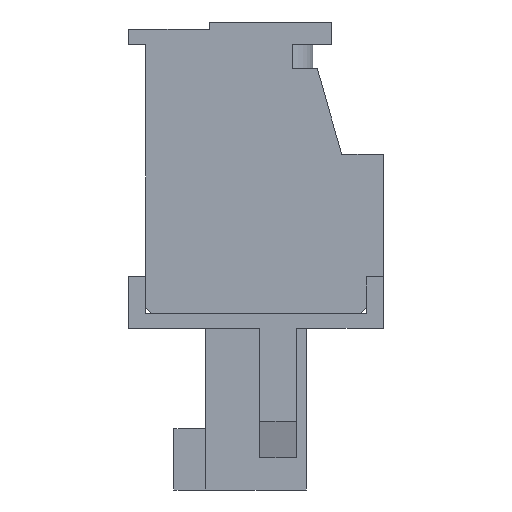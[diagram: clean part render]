
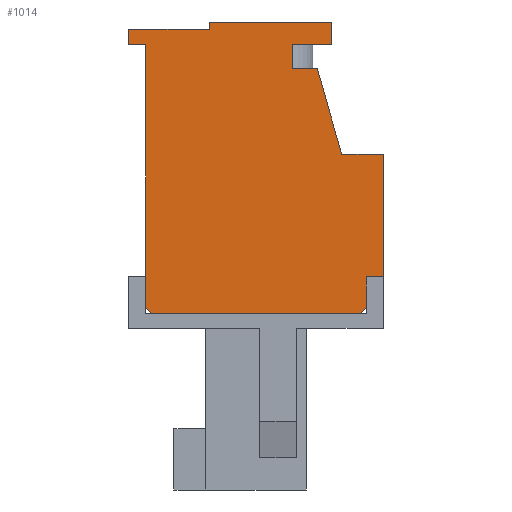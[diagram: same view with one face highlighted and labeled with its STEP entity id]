
A CAD part, left-side view. The second image highlights one B-rep face of the part: STEP entity #1014.
In plain terms, the highlighted planar face has unit normal (-1, 0, 0).
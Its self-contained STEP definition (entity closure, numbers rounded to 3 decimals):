
#1014 = ADVANCED_FACE( '', ( #2023 ), #2024, .T. );
#2023 = FACE_OUTER_BOUND( '', #3043, .T. );
#2024 = PLANE( '', #3044 );
#3043 = EDGE_LOOP( '', ( #5675, #5676, #5677, #5678, #5679, #5680, #5681, #5682, #5683, #5684, #5685, #5686, #5687, #5688, #5689, #5690, #5691, #5692 ) );
#3044 = AXIS2_PLACEMENT_3D( '', #5693, #5694, #5695 );
#5675 = ORIENTED_EDGE( '', *, *, #6636, .T. );
#5676 = ORIENTED_EDGE( '', *, *, #7345, .T. );
#5677 = ORIENTED_EDGE( '', *, *, #7307, .F. );
#5678 = ORIENTED_EDGE( '', *, *, #6937, .T. );
#5679 = ORIENTED_EDGE( '', *, *, #7119, .T. );
#5680 = ORIENTED_EDGE( '', *, *, #7346, .T. );
#5681 = ORIENTED_EDGE( '', *, *, #7347, .T. );
#5682 = ORIENTED_EDGE( '', *, *, #7348, .T. );
#5683 = ORIENTED_EDGE( '', *, *, #6333, .T. );
#5684 = ORIENTED_EDGE( '', *, *, #7068, .T. );
#5685 = ORIENTED_EDGE( '', *, *, #7349, .T. );
#5686 = ORIENTED_EDGE( '', *, *, #7131, .T. );
#5687 = ORIENTED_EDGE( '', *, *, #6300, .T. );
#5688 = ORIENTED_EDGE( '', *, *, #7011, .T. );
#5689 = ORIENTED_EDGE( '', *, *, #6682, .T. );
#5690 = ORIENTED_EDGE( '', *, *, #6295, .T. );
#5691 = ORIENTED_EDGE( '', *, *, #7350, .T. );
#5692 = ORIENTED_EDGE( '', *, *, #7298, .T. );
#5693 = CARTESIAN_POINT( '', ( -3.5, 0., 0. ) );
#5694 = DIRECTION( '', ( -1., 0., 0. ) );
#5695 = DIRECTION( '', ( 0., 0., 1. ) );
#6295 = EDGE_CURVE( '', #7534, #7535, #7536, .T. );
#6300 = EDGE_CURVE( '', #7543, #7544, #7545, .T. );
#6333 = EDGE_CURVE( '', #7604, #7605, #7606, .T. );
#6636 = EDGE_CURVE( '', #8124, #8122, #8125, .T. );
#6682 = EDGE_CURVE( '', #8195, #7534, #8196, .T. );
#6937 = EDGE_CURVE( '', #8582, #8583, #8584, .T. );
#7011 = EDGE_CURVE( '', #7544, #8195, #8686, .T. );
#7068 = EDGE_CURVE( '', #7605, #8758, #8760, .T. );
#7119 = EDGE_CURVE( '', #8583, #8826, #8827, .T. );
#7131 = EDGE_CURVE( '', #8837, #7543, #8845, .T. );
#7298 = EDGE_CURVE( '', #9036, #8124, #9037, .T. );
#7307 = EDGE_CURVE( '', #8582, #9048, #9049, .T. );
#7345 = EDGE_CURVE( '', #8122, #9048, #9091, .T. );
#7346 = EDGE_CURVE( '', #8826, #9092, #9093, .T. );
#7347 = EDGE_CURVE( '', #9092, #9094, #9095, .T. );
#7348 = EDGE_CURVE( '', #9094, #7604, #9096, .T. );
#7349 = EDGE_CURVE( '', #8758, #8837, #9097, .T. );
#7350 = EDGE_CURVE( '', #7535, #9036, #9098, .T. );
#7534 = VERTEX_POINT( '', #9327 );
#7535 = VERTEX_POINT( '', #9328 );
#7536 = LINE( '', #9329, #9330 );
#7543 = VERTEX_POINT( '', #9340 );
#7544 = VERTEX_POINT( '', #9341 );
#7545 = LINE( '', #9342, #9343 );
#7604 = VERTEX_POINT( '', #9435 );
#7605 = VERTEX_POINT( '', #9436 );
#7606 = LINE( '', #9437, #9438 );
#8122 = VERTEX_POINT( '', #10184 );
#8124 = VERTEX_POINT( '', #10187 );
#8125 = LINE( '', #10188, #10189 );
#8195 = VERTEX_POINT( '', #10288 );
#8196 = LINE( '', #10289, #10290 );
#8582 = VERTEX_POINT( '', #10854 );
#8583 = VERTEX_POINT( '', #10855 );
#8584 = LINE( '', #10856, #10857 );
#8686 = LINE( '', #11012, #11013 );
#8758 = VERTEX_POINT( '', #11116 );
#8760 = LINE( '', #11119, #11120 );
#8826 = VERTEX_POINT( '', #11217 );
#8827 = LINE( '', #11218, #11219 );
#8837 = VERTEX_POINT( '', #11234 );
#8845 = LINE( '', #11245, #11246 );
#9036 = VERTEX_POINT( '', #11540 );
#9037 = LINE( '', #11541, #11542 );
#9048 = VERTEX_POINT( '', #11559 );
#9049 = LINE( '', #11560, #11561 );
#9091 = LINE( '', #11618, #11619 );
#9092 = VERTEX_POINT( '', #11620 );
#9093 = LINE( '', #11621, #11622 );
#9094 = VERTEX_POINT( '', #11623 );
#9095 = LINE( '', #11624, #11625 );
#9096 = LINE( '', #11626, #11627 );
#9097 = LINE( '', #11628, #11629 );
#9098 = LINE( '', #11630, #11631 );
#9327 = CARTESIAN_POINT( '', ( -3.5, 1.9, 6.36 ) );
#9328 = CARTESIAN_POINT( '', ( -3.5, 5.2, 6.36 ) );
#9329 = CARTESIAN_POINT( '', ( -3.5, 1.9, 6.36 ) );
#9330 = VECTOR( '', #11793, 1000. );
#9340 = CARTESIAN_POINT( '', ( -3.5, -3.1, 5.76 ) );
#9341 = CARTESIAN_POINT( '', ( -3.5, -3.1, 6.66 ) );
#9342 = CARTESIAN_POINT( '', ( -3.5, -3.1, 5.76 ) );
#9343 = VECTOR( '', #11797, 1000. );
#9435 = CARTESIAN_POINT( '', ( -3.5, -3.5, 1.26 ) );
#9436 = CARTESIAN_POINT( '', ( -3.5, -2.5, 4.76 ) );
#9437 = CARTESIAN_POINT( '', ( -3.5, -3.5, 1.26 ) );
#9438 = VECTOR( '', #11827, 1000. );
#10184 = CARTESIAN_POINT( '', ( -3.5, 4.5, -4.99 ) );
#10187 = CARTESIAN_POINT( '', ( -3.5, 4.5, 5.74 ) );
#10188 = CARTESIAN_POINT( '', ( -3.5, 4.5, 5.74 ) );
#10189 = VECTOR( '', #12129, 1000. );
#10288 = CARTESIAN_POINT( '', ( -3.5, 1.9, 6.66 ) );
#10289 = CARTESIAN_POINT( '', ( -3.5, 1.9, 6.66 ) );
#10290 = VECTOR( '', #12174, 1000. );
#10854 = CARTESIAN_POINT( '', ( -3.5, -4.25, -5.24 ) );
#10855 = CARTESIAN_POINT( '', ( -3.5, -4.5, -4.99 ) );
#10856 = CARTESIAN_POINT( '', ( -3.5, -4.745, -4.745 ) );
#10857 = VECTOR( '', #12425, 1000. );
#11012 = CARTESIAN_POINT( '', ( -3.5, -3.1, 6.66 ) );
#11013 = VECTOR( '', #12496, 1000. );
#11116 = CARTESIAN_POINT( '', ( -3.5, -1.5, 4.76 ) );
#11119 = CARTESIAN_POINT( '', ( -3.5, -1.5, 4.76 ) );
#11120 = VECTOR( '', #12549, 1000. );
#11217 = CARTESIAN_POINT( '', ( -3.5, -4.5, -3.74 ) );
#11218 = CARTESIAN_POINT( '', ( -3.5, -4.5, -5.74 ) );
#11219 = VECTOR( '', #12586, 1000. );
#11234 = CARTESIAN_POINT( '', ( -3.5, -1.5, 5.76 ) );
#11245 = CARTESIAN_POINT( '', ( -3.5, -1.5, 5.76 ) );
#11246 = VECTOR( '', #12601, 1000. );
#11540 = CARTESIAN_POINT( '', ( -3.5, 5.2, 5.74 ) );
#11541 = CARTESIAN_POINT( '', ( -3.5, 5.2, 5.74 ) );
#11542 = VECTOR( '', #12709, 1000. );
#11559 = CARTESIAN_POINT( '', ( -3.5, 4.25, -5.24 ) );
#11560 = CARTESIAN_POINT( '', ( -3.5, 0., -5.24 ) );
#11561 = VECTOR( '', #12716, 1000. );
#11618 = CARTESIAN_POINT( '', ( -3.5, 4.745, -4.745 ) );
#11619 = VECTOR( '', #12741, 1000. );
#11620 = CARTESIAN_POINT( '', ( -3.5, -5.2, -3.74 ) );
#11621 = CARTESIAN_POINT( '', ( -3.5, -4.5, -3.74 ) );
#11622 = VECTOR( '', #12742, 1000. );
#11623 = CARTESIAN_POINT( '', ( -3.5, -5.2, 1.26 ) );
#11624 = CARTESIAN_POINT( '', ( -3.5, -5.2, -3.74 ) );
#11625 = VECTOR( '', #12743, 1000. );
#11626 = CARTESIAN_POINT( '', ( -3.5, -5.2, 1.26 ) );
#11627 = VECTOR( '', #12744, 1000. );
#11628 = CARTESIAN_POINT( '', ( -3.5, -1.5, 4.76 ) );
#11629 = VECTOR( '', #12745, 1000. );
#11630 = CARTESIAN_POINT( '', ( -3.5, 5.2, 6.36 ) );
#11631 = VECTOR( '', #12746, 1000. );
#11793 = DIRECTION( '', ( 0., 1., 0. ) );
#11797 = DIRECTION( '', ( 0., 0., 1. ) );
#11827 = DIRECTION( '', ( 0., 0.275, 0.962 ) );
#12129 = DIRECTION( '', ( 0., 0., -1. ) );
#12174 = DIRECTION( '', ( 0., 0., -1. ) );
#12425 = DIRECTION( '', ( 0., -0.707, 0.707 ) );
#12496 = DIRECTION( '', ( 0., 1., 0. ) );
#12549 = DIRECTION( '', ( 0., 1., 0. ) );
#12586 = DIRECTION( '', ( 0., 0., 1. ) );
#12601 = DIRECTION( '', ( 0., -1., 0. ) );
#12709 = DIRECTION( '', ( 0., -1., 0. ) );
#12716 = DIRECTION( '', ( 0., 1., 0. ) );
#12741 = DIRECTION( '', ( 0., -0.707, -0.707 ) );
#12742 = DIRECTION( '', ( 0., -1., 0. ) );
#12743 = DIRECTION( '', ( 0., 0., 1. ) );
#12744 = DIRECTION( '', ( 0., 1., 0. ) );
#12745 = DIRECTION( '', ( 0., 0., 1. ) );
#12746 = DIRECTION( '', ( 0., 0., -1. ) );
